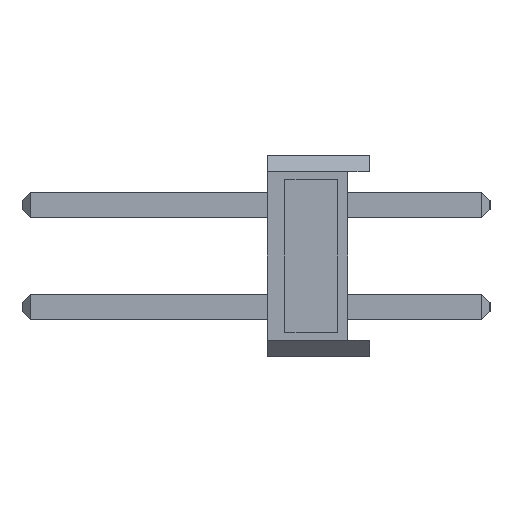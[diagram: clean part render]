
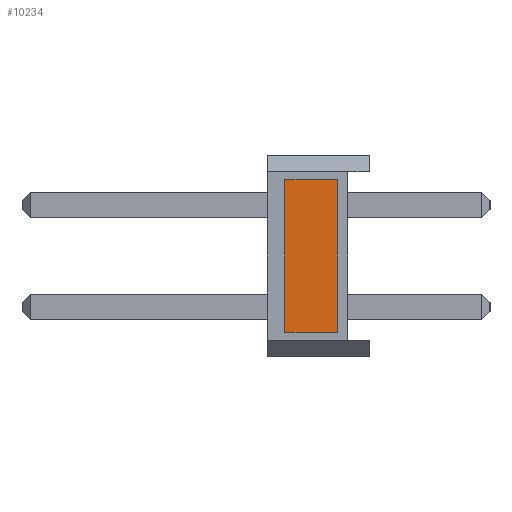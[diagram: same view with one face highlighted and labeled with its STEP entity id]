
A CAD part, left-side view. The second image highlights one B-rep face of the part: STEP entity #10234.
In plain terms, the highlighted planar face has unit normal (-1, 0, 0).
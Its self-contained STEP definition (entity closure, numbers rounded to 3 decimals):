
#209 = CARTESIAN_POINT ( 'NONE',  ( -1.27, 2.1, 0. ) ) ;
#652 = DIRECTION ( 'NONE',  ( 1., 0., 0. ) ) ;
#1466 = ORIENTED_EDGE ( 'NONE', *, *, #14643, .F. ) ;
#2956 = LINE ( 'NONE', #5401, #13651 ) ;
#3089 = CARTESIAN_POINT ( 'NONE',  ( -1.27, 2.1, 1.9 ) ) ;
#3668 = CARTESIAN_POINT ( 'NONE',  ( -1.27, 0.8, 0. ) ) ;
#3865 = ORIENTED_EDGE ( 'NONE', *, *, #23681, .T. ) ;
#4801 = VERTEX_POINT ( 'NONE', #15445 ) ;
#5071 = FACE_OUTER_BOUND ( 'NONE', #20104, .T. ) ;
#5401 = CARTESIAN_POINT ( 'NONE',  ( -1.27, 2.1, -1.9 ) ) ;
#9793 = AXIS2_PLACEMENT_3D ( 'NONE', #209, #652, #22144 ) ;
#10200 = ORIENTED_EDGE ( 'NONE', *, *, #12881, .F. ) ;
#10234 = ADVANCED_FACE ( 'NONE', ( #5071 ), #24088, .F. ) ;
#11008 = VERTEX_POINT ( 'NONE', #3089 ) ;
#11640 = VECTOR ( 'NONE', #17361, 1000. ) ;
#11898 = CARTESIAN_POINT ( 'NONE',  ( -1.27, 2.1, 1.9 ) ) ;
#12599 = VECTOR ( 'NONE', #24769, 1000. ) ;
#12881 = EDGE_CURVE ( 'NONE', #14310, #11008, #19638, .T. ) ;
#13651 = VECTOR ( 'NONE', #15406, 1000. ) ;
#13667 = CARTESIAN_POINT ( 'NONE',  ( -1.27, 0.8, 1.9 ) ) ;
#13820 = DIRECTION ( 'NONE',  ( 0., -1., 0. ) ) ;
#14310 = VERTEX_POINT ( 'NONE', #20762 ) ;
#14643 = EDGE_CURVE ( 'NONE', #11008, #16643, #15280, .T. ) ;
#15096 = CARTESIAN_POINT ( 'NONE',  ( -1.27, 2.1, 0. ) ) ;
#15280 = LINE ( 'NONE', #11898, #25288 ) ;
#15406 = DIRECTION ( 'NONE',  ( 0., -1., 0. ) ) ;
#15445 = CARTESIAN_POINT ( 'NONE',  ( -1.27, 0.8, -1.9 ) ) ;
#16643 = VERTEX_POINT ( 'NONE', #13667 ) ;
#17361 = DIRECTION ( 'NONE',  ( 0., 0., 1. ) ) ;
#19131 = ORIENTED_EDGE ( 'NONE', *, *, #25173, .T. ) ;
#19638 = LINE ( 'NONE', #15096, #12599 ) ;
#20104 = EDGE_LOOP ( 'NONE', ( #19131, #1466, #10200, #3865 ) ) ;
#20762 = CARTESIAN_POINT ( 'NONE',  ( -1.27, 2.1, -1.9 ) ) ;
#22144 = DIRECTION ( 'NONE',  ( 0., 0., -1. ) ) ;
#22630 = LINE ( 'NONE', #3668, #11640 ) ;
#23681 = EDGE_CURVE ( 'NONE', #14310, #4801, #2956, .T. ) ;
#24088 = PLANE ( 'NONE',  #9793 ) ;
#24769 = DIRECTION ( 'NONE',  ( 0., 0., 1. ) ) ;
#25173 = EDGE_CURVE ( 'NONE', #4801, #16643, #22630, .T. ) ;
#25288 = VECTOR ( 'NONE', #13820, 1000. ) ;
